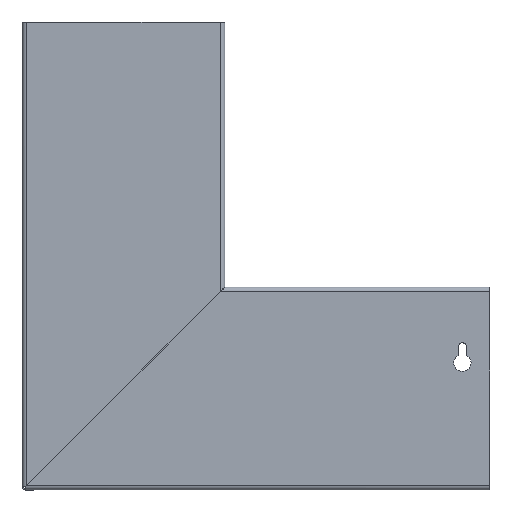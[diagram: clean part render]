
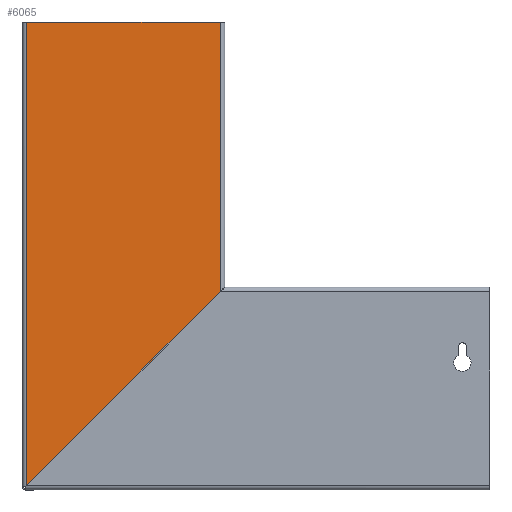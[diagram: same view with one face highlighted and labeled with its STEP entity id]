
A CAD part, left-side view. The second image highlights one B-rep face of the part: STEP entity #6065.
In plain terms, the highlighted planar face has unit normal (-1, 0, 0).
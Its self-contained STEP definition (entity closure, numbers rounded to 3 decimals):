
#73 = ORIENTED_EDGE ( 'NONE', *, *, #5249, .F. ) ;
#877 = DIRECTION ( 'NONE',  ( 0., 0., -1. ) ) ;
#1593 = CARTESIAN_POINT ( 'NONE',  ( 0., 72., 298.9 ) ) ;
#2204 = EDGE_LOOP ( 'NONE', ( #73, #5417, #8975, #5462 ) ) ;
#2262 = VERTEX_POINT ( 'NONE', #5487 ) ;
#2292 = CARTESIAN_POINT ( 'NONE',  ( 0., -52., 298.9 ) ) ;
#2344 = VECTOR ( 'NONE', #2982, 1000. ) ;
#2450 = CARTESIAN_POINT ( 'NONE',  ( 0., -138.45, 212.45 ) ) ;
#2707 = EDGE_CURVE ( 'NONE', #8077, #6116, #5539, .T. ) ;
#2841 = FACE_OUTER_BOUND ( 'NONE', #2204, .T. ) ;
#2971 = VECTOR ( 'NONE', #7327, 1000. ) ;
#2982 = DIRECTION ( 'NONE',  ( 0., 1., 0. ) ) ;
#2994 = DIRECTION ( 'NONE',  ( 0., 0., 1. ) ) ;
#3059 = VECTOR ( 'NONE', #877, 1000. ) ;
#3329 = CARTESIAN_POINT ( 'NONE',  ( 0., 72., 298.9 ) ) ;
#3538 = AXIS2_PLACEMENT_3D ( 'NONE', #6479, #7174, #2994 ) ;
#4119 = CARTESIAN_POINT ( 'NONE',  ( 0., -52., 298.9 ) ) ;
#4251 = EDGE_CURVE ( 'NONE', #8077, #6343, #4413, .T. ) ;
#4353 = VECTOR ( 'NONE', #8252, 1000. ) ;
#4396 = LINE ( 'NONE', #2450, #2971 ) ;
#4413 = LINE ( 'NONE', #2292, #2344 ) ;
#5143 = LINE ( 'NONE', #1593, #3059 ) ;
#5249 = EDGE_CURVE ( 'NONE', #6116, #2262, #4396, .T. ) ;
#5417 = ORIENTED_EDGE ( 'NONE', *, *, #2707, .F. ) ;
#5462 = ORIENTED_EDGE ( 'NONE', *, *, #6650, .T. ) ;
#5487 = CARTESIAN_POINT ( 'NONE',  ( 0., 72., 2.001 ) ) ;
#5539 = LINE ( 'NONE', #4119, #4353 ) ;
#5757 = PLANE ( 'NONE',  #3538 ) ;
#5853 = CARTESIAN_POINT ( 'NONE',  ( 0., -52., 126.001 ) ) ;
#6065 = ADVANCED_FACE ( 'NONE', ( #2841 ), #5757, .T. ) ;
#6116 = VERTEX_POINT ( 'NONE', #5853 ) ;
#6343 = VERTEX_POINT ( 'NONE', #3329 ) ;
#6479 = CARTESIAN_POINT ( 'NONE',  ( 0., -52., 298.9 ) ) ;
#6650 = EDGE_CURVE ( 'NONE', #6343, #2262, #5143, .T. ) ;
#7174 = DIRECTION ( 'NONE',  ( -1., 0., 0. ) ) ;
#7327 = DIRECTION ( 'NONE',  ( 0., 0.707, -0.707 ) ) ;
#8077 = VERTEX_POINT ( 'NONE', #8416 ) ;
#8252 = DIRECTION ( 'NONE',  ( 0., 0., -1. ) ) ;
#8416 = CARTESIAN_POINT ( 'NONE',  ( 0., -52., 298.9 ) ) ;
#8975 = ORIENTED_EDGE ( 'NONE', *, *, #4251, .T. ) ;
